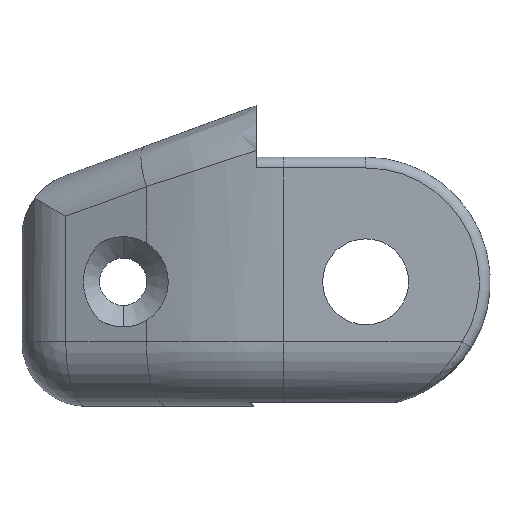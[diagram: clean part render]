
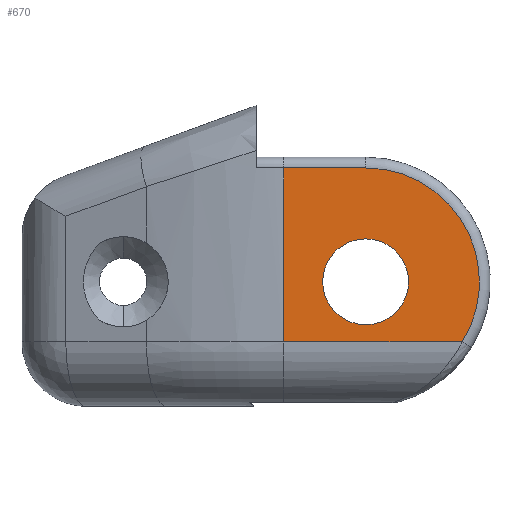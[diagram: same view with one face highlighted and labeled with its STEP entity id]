
A CAD part, front view. The second image highlights one B-rep face of the part: STEP entity #670.
In plain terms, the highlighted planar face has unit normal (0, -1, 0).
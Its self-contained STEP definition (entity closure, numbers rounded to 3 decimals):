
#2=CARTESIAN_POINT('',(16.,-2.2,5.8));
#3=DIRECTION('',(0.,-1.,0.));
#4=DIRECTION('',(-1.,0.,0.));
#5=AXIS2_PLACEMENT_3D('',#2,#3,#4);
#7=CARTESIAN_POINT('',(16.,-2.2,5.8));
#8=DIRECTION('',(0.,-1.,0.));
#9=DIRECTION('',(1.,0.,0.));
#10=AXIS2_PLACEMENT_3D('',#7,#8,#9);
#12=CARTESIAN_POINT('',(16.,-2.2,5.8));
#13=DIRECTION('',(0.,1.,0.));
#14=DIRECTION('',(0.,0.,1.));
#15=AXIS2_PLACEMENT_3D('',#12,#13,#14);
#17=DIRECTION('',(-1.,0.,0.));
#18=VECTOR('',#17,8.32);
#19=CARTESIAN_POINT('',(20.5,-2.2,3.));
#20=LINE('',#19,#18);
#21=DIRECTION('',(1.,0.,0.));
#22=VECTOR('',#21,3.82);
#23=CARTESIAN_POINT('',(12.18,-2.2,11.1));
#24=LINE('',#23,#22);
#209=DIRECTION('',(0.,0.,-1.));
#210=VECTOR('',#209,8.1);
#211=CARTESIAN_POINT('',(12.18,-2.2,11.1));
#212=LINE('',#211,#210);
#538=CARTESIAN_POINT('',(14.,-2.2,5.8));
#539=CARTESIAN_POINT('',(18.,-2.2,5.8));
#540=VERTEX_POINT('',#538);
#541=VERTEX_POINT('',#539);
#602=CARTESIAN_POINT('',(12.18,-2.2,3.));
#604=VERTEX_POINT('',#602);
#616=CARTESIAN_POINT('',(16.,-2.2,11.1));
#617=CARTESIAN_POINT('',(20.5,-2.2,3.));
#618=VERTEX_POINT('',#616);
#619=VERTEX_POINT('',#617);
#622=CARTESIAN_POINT('',(12.18,-2.2,11.1));
#623=VERTEX_POINT('',#622);
#649=CARTESIAN_POINT('',(21.6,-2.2,5.8));
#650=DIRECTION('',(0.,-1.,0.));
#651=DIRECTION('',(0.,0.,-1.));
#652=AXIS2_PLACEMENT_3D('',#649,#650,#651);
#653=PLANE('',#652);
#655=ORIENTED_EDGE('',*,*,#654,.T.);
#657=ORIENTED_EDGE('',*,*,#656,.T.);
#659=ORIENTED_EDGE('',*,*,#658,.F.);
#661=ORIENTED_EDGE('',*,*,#660,.T.);
#662=EDGE_LOOP('',(#655,#657,#659,#661));
#663=FACE_OUTER_BOUND('',#662,.F.);
#665=ORIENTED_EDGE('',*,*,#664,.T.);
#667=ORIENTED_EDGE('',*,*,#666,.T.);
#668=EDGE_LOOP('',(#665,#667));
#669=FACE_BOUND('',#668,.F.);
#670=ADVANCED_FACE('',(#663,#669),#653,.T.);
#6=CIRCLE('',#5,2.);
#11=CIRCLE('',#10,2.);
#16=CIRCLE('',#15,5.3);
#654=EDGE_CURVE('',#618,#619,#16,.T.);
#656=EDGE_CURVE('',#619,#604,#20,.T.);
#658=EDGE_CURVE('',#623,#604,#212,.T.);
#660=EDGE_CURVE('',#623,#618,#24,.T.);
#664=EDGE_CURVE('',#540,#541,#6,.T.);
#666=EDGE_CURVE('',#541,#540,#11,.T.);
